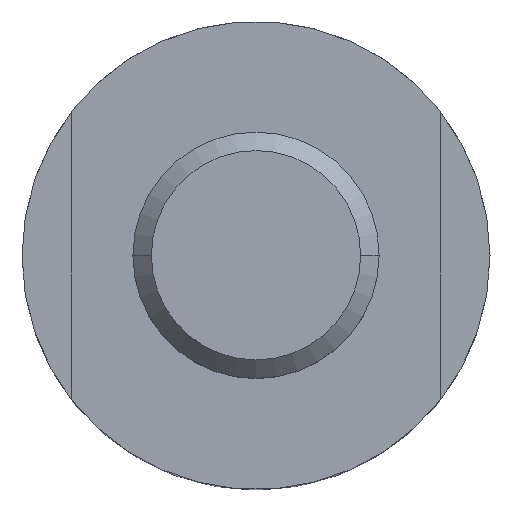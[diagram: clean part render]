
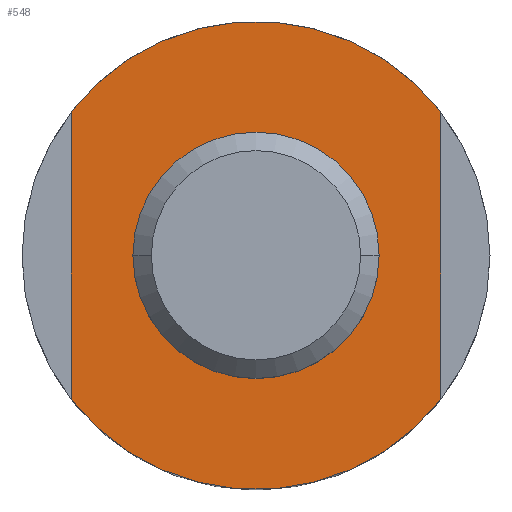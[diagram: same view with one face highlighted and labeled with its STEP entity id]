
A CAD part, top view. The second image highlights one B-rep face of the part: STEP entity #548.
In plain terms, the highlighted planar face has unit normal (0, 0, 1).
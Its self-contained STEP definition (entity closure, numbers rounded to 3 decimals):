
#548=ADVANCED_FACE('',(#1474,#1475),#1476,.T.);
#562=VERTEX_POINT('',#1491);
#642=VERTEX_POINT('',#1579);
#646=EDGE_CURVE('',#894,#642,#1583,.T.);
#894=VERTEX_POINT('',#1863);
#900=EDGE_CURVE('',#562,#1112,#1870,.T.);
#940=VERTEX_POINT('',#1912);
#1112=VERTEX_POINT('',#2106);
#1154=VERTEX_POINT('',#2153);
#1200=EDGE_CURVE('',#642,#940,#2204,.T.);
#1216=EDGE_CURVE('',#940,#1154,#2221,.T.);
#1332=EDGE_CURVE('',#1112,#562,#2355,.T.);
#1354=EDGE_CURVE('',#1154,#894,#2382,.T.);
#1474=FACE_OUTER_BOUND('',#2516,.T.);
#1475=FACE_BOUND('',#2517,.T.);
#1476=PLANE('',#2518);
#1491=CARTESIAN_POINT('',(-5.,0.,12.0));
#1579=CARTESIAN_POINT('',(-7.5,-5.831,12.0));
#1583=LINE('',#2668,#2669);
#1863=CARTESIAN_POINT('',(-7.5,5.831,12.0));
#1870=CIRCLE('',#3033,5.);
#1912=CARTESIAN_POINT('',(7.5,-5.831,12.0));
#2106=CARTESIAN_POINT('',(5.,0.,12.0));
#2153=CARTESIAN_POINT('',(7.5,5.831,12.0));
#2204=CIRCLE('',#3466,9.5);
#2221=LINE('',#3492,#3493);
#2355=CIRCLE('',#3658,5.);
#2382=CIRCLE('',#3692,9.5);
#2516=EDGE_LOOP('',(#3840,#3841,#3842,#3843));
#2517=EDGE_LOOP('',(#3844,#3845));
#2518=AXIS2_PLACEMENT_3D('',#3846,#3847,#3848);
#2668=CARTESIAN_POINT('',(-7.5,-2.915,12.0));
#2669=VECTOR('',#3987,1.0);
#3033=AXIS2_PLACEMENT_3D('',#4386,#4387,#4388);
#3466=AXIS2_PLACEMENT_3D('',#4835,#4836,#4837);
#3492=CARTESIAN_POINT('',(7.5,2.915,12.0));
#3493=VECTOR('',#4855,1.0);
#3658=AXIS2_PLACEMENT_3D('',#5054,#5055,#5056);
#3692=AXIS2_PLACEMENT_3D('',#5102,#5103,#5104);
#3840=ORIENTED_EDGE('',*,*,#646,.T.);
#3841=ORIENTED_EDGE('',*,*,#1200,.T.);
#3842=ORIENTED_EDGE('',*,*,#1216,.T.);
#3843=ORIENTED_EDGE('',*,*,#1354,.T.);
#3844=ORIENTED_EDGE('',*,*,#900,.F.);
#3845=ORIENTED_EDGE('',*,*,#1332,.F.);
#3846=CARTESIAN_POINT('',(-7.25,0.,12.0));
#3847=DIRECTION('',(0.0,0.0,1.0));
#3848=DIRECTION('',(-1.0,0.,0.0));
#3987=DIRECTION('',(0.0,-1.0,0.0));
#4386=CARTESIAN_POINT('',(0.0,0.,12.0));
#4387=DIRECTION('',(0.0,0.0,1.0));
#4388=DIRECTION('',(-1.0,0.,0.0));
#4835=CARTESIAN_POINT('',(0.0,0.,12.0));
#4836=DIRECTION('',(0.0,0.0,1.0));
#4837=DIRECTION('',(-1.0,0.,0.0));
#4855=DIRECTION('',(0.0,1.0,0.0));
#5054=CARTESIAN_POINT('',(0.0,0.,12.0));
#5055=DIRECTION('',(0.0,0.0,1.0));
#5056=DIRECTION('',(-1.0,0.,0.0));
#5102=CARTESIAN_POINT('',(0.0,0.,12.0));
#5103=DIRECTION('',(0.0,0.0,1.0));
#5104=DIRECTION('',(-1.0,0.,0.0));
